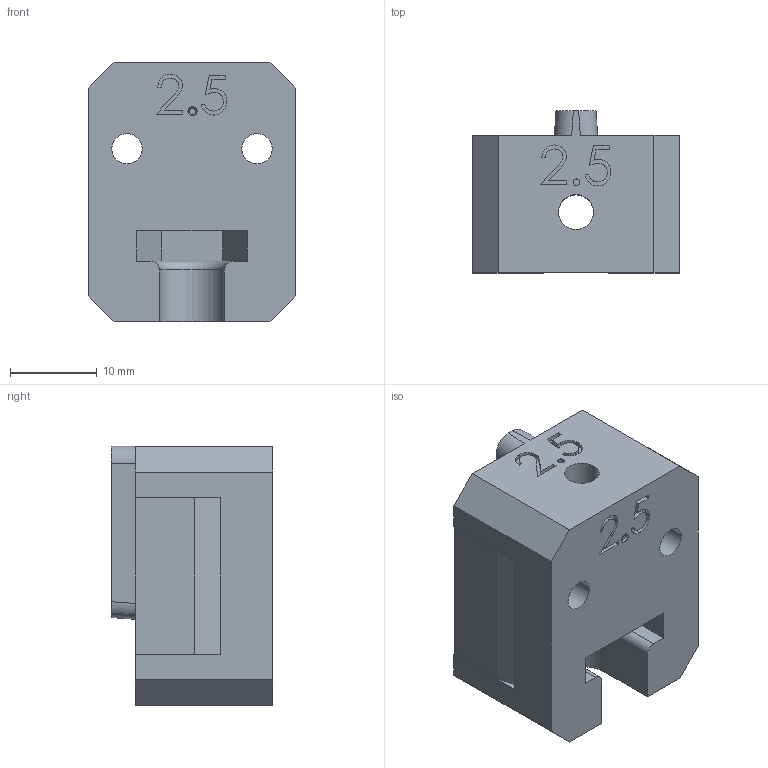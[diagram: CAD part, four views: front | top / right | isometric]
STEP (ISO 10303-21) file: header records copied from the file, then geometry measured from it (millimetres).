
FILE_DESCRIPTION (( 'STEP AP214' ), '1' );
FILE_NAME ('2.5 Hamilton Pusher v1.3.STEP', '2024-12-03T15:20:16', ( '' ), ( '' ), 'SwSTEP 2.0', 'SolidWorks 2024', '' );
FILE_SCHEMA (( 'AUTOMOTIVE_DESIGN' ));
Length unit declared in the file: millimetre
Products named in the file (1): 2.5 Hamilton Pusher v1.3
Bounding box: 24 x 18.68 x 30 mm (x, y, z)
Volume: 9683.4 mm3; surface area: 4113.8 mm2
Topology: 1 solids, 1 shells, 119 faces, 327 edges, 216 vertices
Faces by surface type: plane 63, bspline 40, cylinder 15, torus 1
Entity records: 6353 total; most frequent: CARTESIAN_POINT 3585, ORIENTED_EDGE 654, DIRECTION 414, EDGE_CURVE 327, VERTEX_POINT 216, VECTOR 216, LINE 216, EDGE_LOOP 131
